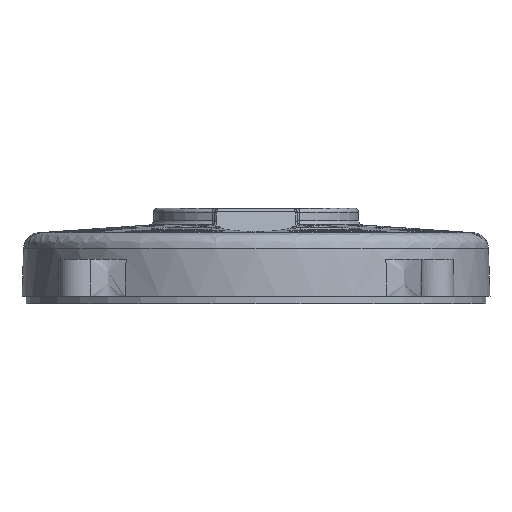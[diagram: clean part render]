
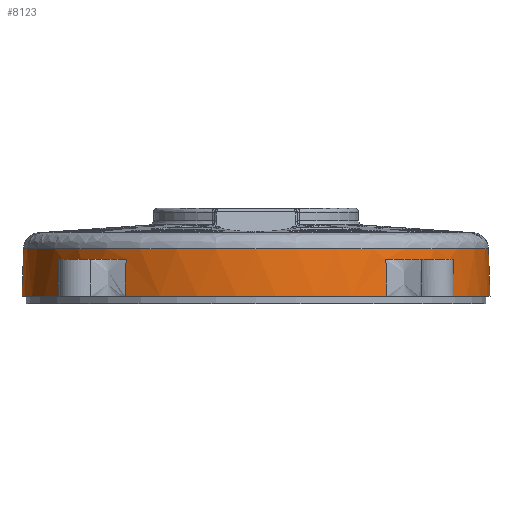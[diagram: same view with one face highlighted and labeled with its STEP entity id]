
A CAD part, front view. The second image highlights one B-rep face of the part: STEP entity #8123.
In plain terms, the highlighted conical face has half-angle 1.878 degrees and reference radius 114 mm.
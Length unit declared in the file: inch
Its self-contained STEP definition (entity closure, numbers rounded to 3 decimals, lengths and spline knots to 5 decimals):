
#65 = VERTEX_POINT ( 'NONE', #5570 ) ;
#400 = AXIS2_PLACEMENT_3D ( 'NONE', #19196, #4480, #26664 ) ;
#695 = DIRECTION ( 'NONE',  ( -1., 0., 0. ) ) ;
#724 = EDGE_CURVE ( 'NONE', #65, #22529, #27914, .T. ) ;
#751 = CARTESIAN_POINT ( 'NONE',  ( 2.50453, -3.71509, -0.90217 ) ) ;
#899 = VERTEX_POINT ( 'NONE', #6950 ) ;
#1591 = CARTESIAN_POINT ( 'NONE',  ( -3.71013, -2.49802, -0.66595 ) ) ;
#2535 = DIRECTION ( 'NONE',  ( 0., 0., -1. ) ) ;
#2588 = EDGE_CURVE ( 'NONE', #899, #5488, #4296, .T. ) ;
#3111 = CARTESIAN_POINT ( 'NONE',  ( 2.5111, -3.71998, -1.1378 ) ) ;
#3122 = EDGE_CURVE ( 'NONE', #23643, #27268, #27569, .T. ) ;
#3271 = AXIS2_PLACEMENT_3D ( 'NONE', #9438, #22044, #21944 ) ;
#3305 = EDGE_CURVE ( 'NONE', #5488, #32116, #10404, .T. ) ;
#3371 = DIRECTION ( 'NONE',  ( 0., 0., 1. ) ) ;
#3603 = CARTESIAN_POINT ( 'NONE',  ( 3.7051, -2.49158, -0.42913 ) ) ;
#4294 = VERTEX_POINT ( 'NONE', #26107 ) ;
#4296 = CIRCLE ( 'NONE', #18531, 4.48819 ) ;
#4375 = CARTESIAN_POINT ( 'NONE',  ( -3.7051, -2.49158, -0.42913 ) ) ;
#4480 = DIRECTION ( 'NONE',  ( 0., 0., 1. ) ) ;
#4745 = EDGE_CURVE ( 'NONE', #11700, #23643, #25527, .T. ) ;
#5488 = VERTEX_POINT ( 'NONE', #22010 ) ;
#5570 = CARTESIAN_POINT ( 'NONE',  ( 4.45813, 0., -0.22127 ) ) ;
#5592 = CARTESIAN_POINT ( 'NONE',  ( 2.49158, -3.7051, -0.42913 ) ) ;
#6664 = CARTESIAN_POINT ( 'NONE',  ( -3.71998, -2.5111, -1.1378 ) ) ;
#6950 = CARTESIAN_POINT ( 'NONE',  ( -4.48819, 0., -1.1378 ) ) ;
#7273 = CARTESIAN_POINT ( 'NONE',  ( -4.45813, 0., -0.22127 ) ) ;
#7883 = CARTESIAN_POINT ( 'NONE',  ( 2.49802, -3.71013, -0.66595 ) ) ;
#7965 = EDGE_CURVE ( 'NONE', #32116, #4294, #29737, .T. ) ;
#8123 = ADVANCED_FACE ( 'NONE', ( #30129 ), #16938, .T. ) ;
#9438 = CARTESIAN_POINT ( 'NONE',  ( 0., 0., -1.1378 ) ) ;
#9662 = ORIENTED_EDGE ( 'NONE', *, *, #2588, .T. ) ;
#10110 = EDGE_CURVE ( 'NONE', #4294, #11700, #30257, .T. ) ;
#10404 = B_SPLINE_CURVE_WITH_KNOTS ( 'NONE', 3,
 ( #6664, #14278, #1591, #4375 ),
 .UNSPECIFIED., .F., .F.,
 ( 4, 4 ),
 ( 0., 1. ),
 .UNSPECIFIED. ) ;
#10462 = CARTESIAN_POINT ( 'NONE',  ( 0., 0., -0.22127 ) ) ;
#10774 = CARTESIAN_POINT ( 'NONE',  ( 0., 0., -0.42913 ) ) ;
#10979 = CARTESIAN_POINT ( 'NONE',  ( -2.49802, -3.71013, -0.66595 ) ) ;
#10997 = CARTESIAN_POINT ( 'NONE',  ( 0., 0., -1.1378 ) ) ;
#11219 = DIRECTION ( 'NONE',  ( 0., 0., 1. ) ) ;
#11646 = DIRECTION ( 'NONE',  ( -1., 0., 0. ) ) ;
#11700 = VERTEX_POINT ( 'NONE', #18291 ) ;
#12644 = CARTESIAN_POINT ( 'NONE',  ( -3.7051, -2.49158, -0.42913 ) ) ;
#12808 = CIRCLE ( 'NONE', #3271, 4.48819 ) ;
#12846 = DIRECTION ( 'NONE',  ( 0., 0., -1. ) ) ;
#13049 = AXIS2_PLACEMENT_3D ( 'NONE', #10774, #3371, #695 ) ;
#13375 = CARTESIAN_POINT ( 'NONE',  ( 3.71998, -2.5111, -1.1378 ) ) ;
#13455 = CARTESIAN_POINT ( 'NONE',  ( -2.50453, -3.71509, -0.90217 ) ) ;
#14006 = ORIENTED_EDGE ( 'NONE', *, *, #21575, .F. ) ;
#14026 = CARTESIAN_POINT ( 'NONE',  ( 0., 0., -1.1378 ) ) ;
#14278 = CARTESIAN_POINT ( 'NONE',  ( -3.71509, -2.50453, -0.90217 ) ) ;
#14467 = B_SPLINE_CURVE_WITH_KNOTS ( 'NONE', 3,
 ( #3603, #23290, #20580, #13375 ),
 .UNSPECIFIED., .F., .F.,
 ( 4, 4 ),
 ( 0., 1. ),
 .UNSPECIFIED. ) ;
#15247 = CARTESIAN_POINT ( 'NONE',  ( 0., 0., -1.1378 ) ) ;
#15307 = ORIENTED_EDGE ( 'NONE', *, *, #17971, .T. ) ;
#15583 = ORIENTED_EDGE ( 'NONE', *, *, #7965, .T. ) ;
#15905 = ORIENTED_EDGE ( 'NONE', *, *, #30030, .T. ) ;
#16686 = ORIENTED_EDGE ( 'NONE', *, *, #724, .T. ) ;
#16938 = CONICAL_SURFACE ( 'NONE', #28588, 4.48819, 0.033 ) ;
#17565 = CARTESIAN_POINT ( 'NONE',  ( 3.71998, -2.5111, -1.1378 ) ) ;
#17971 = EDGE_CURVE ( 'NONE', #24831, #28847, #12808, .T. ) ;
#18291 = CARTESIAN_POINT ( 'NONE',  ( -2.5111, -3.71998, -1.1378 ) ) ;
#18531 = AXIS2_PLACEMENT_3D ( 'NONE', #14026, #26824, #11646 ) ;
#19132 = ORIENTED_EDGE ( 'NONE', *, *, #4745, .T. ) ;
#19196 = CARTESIAN_POINT ( 'NONE',  ( 0., 0., -0.42913 ) ) ;
#19251 = LINE ( 'NONE', #30792, #21178 ) ;
#19929 = DIRECTION ( 'NONE',  ( -1., 0., 0. ) ) ;
#20580 = CARTESIAN_POINT ( 'NONE',  ( 3.71509, -2.50453, -0.90217 ) ) ;
#20786 = EDGE_CURVE ( 'NONE', #31474, #24831, #14467, .T. ) ;
#21178 = VECTOR ( 'NONE', #23700, 39.37008 ) ;
#21512 = CARTESIAN_POINT ( 'NONE',  ( 3.7051, -2.49158, -0.42913 ) ) ;
#21575 = EDGE_CURVE ( 'NONE', #65, #28847, #23925, .T. ) ;
#21944 = DIRECTION ( 'NONE',  ( -1., 0., 0. ) ) ;
#22010 = CARTESIAN_POINT ( 'NONE',  ( -3.71998, -2.5111, -1.1378 ) ) ;
#22044 = DIRECTION ( 'NONE',  ( 0., 0., 1. ) ) ;
#22529 = VERTEX_POINT ( 'NONE', #7273 ) ;
#23018 = ORIENTED_EDGE ( 'NONE', *, *, #20786, .T. ) ;
#23290 = CARTESIAN_POINT ( 'NONE',  ( 3.71013, -2.49802, -0.66595 ) ) ;
#23379 = DIRECTION ( 'NONE',  ( -1., 0., 0. ) ) ;
#23643 = VERTEX_POINT ( 'NONE', #27418 ) ;
#23700 = DIRECTION ( 'NONE',  ( -0.033, 0., -0.999 ) ) ;
#23925 = LINE ( 'NONE', #28006, #28963 ) ;
#24209 = AXIS2_PLACEMENT_3D ( 'NONE', #10462, #12846, #19929 ) ;
#24632 = ORIENTED_EDGE ( 'NONE', *, *, #31390, .T. ) ;
#24829 = DIRECTION ( 'NONE',  ( -1., 0., 0. ) ) ;
#24831 = VERTEX_POINT ( 'NONE', #17565 ) ;
#25295 = CARTESIAN_POINT ( 'NONE',  ( 2.49158, -3.7051, -0.42913 ) ) ;
#25341 = ORIENTED_EDGE ( 'NONE', *, *, #10110, .T. ) ;
#25527 = CIRCLE ( 'NONE', #28103, 4.48819 ) ;
#25759 = CARTESIAN_POINT ( 'NONE',  ( -2.49158, -3.7051, -0.42913 ) ) ;
#26107 = CARTESIAN_POINT ( 'NONE',  ( -2.49158, -3.7051, -0.42913 ) ) ;
#26664 = DIRECTION ( 'NONE',  ( -1., 0., 0. ) ) ;
#26824 = DIRECTION ( 'NONE',  ( 0., 0., 1. ) ) ;
#27268 = VERTEX_POINT ( 'NONE', #25295 ) ;
#27418 = CARTESIAN_POINT ( 'NONE',  ( 2.5111, -3.71998, -1.1378 ) ) ;
#27569 = B_SPLINE_CURVE_WITH_KNOTS ( 'NONE', 3,
 ( #3111, #751, #7883, #5592 ),
 .UNSPECIFIED., .F., .F.,
 ( 4, 4 ),
 ( 0., 1. ),
 .UNSPECIFIED. ) ;
#27914 = CIRCLE ( 'NONE', #24209, 4.45813 ) ;
#28006 = CARTESIAN_POINT ( 'NONE',  ( 4.48819, 0., -1.1378 ) ) ;
#28103 = AXIS2_PLACEMENT_3D ( 'NONE', #10997, #11219, #23379 ) ;
#28130 = EDGE_LOOP ( 'NONE', ( #14006, #16686, #24632, #9662, #30029, #15583, #25341, #19132, #28577, #15905, #23018, #15307 ) ) ;
#28577 = ORIENTED_EDGE ( 'NONE', *, *, #3122, .T. ) ;
#28588 = AXIS2_PLACEMENT_3D ( 'NONE', #15247, #2535, #24829 ) ;
#28847 = VERTEX_POINT ( 'NONE', #31888 ) ;
#28963 = VECTOR ( 'NONE', #30329, 39.37008 ) ;
#29737 = CIRCLE ( 'NONE', #400, 4.46495 ) ;
#30029 = ORIENTED_EDGE ( 'NONE', *, *, #3305, .T. ) ;
#30030 = EDGE_CURVE ( 'NONE', #27268, #31474, #30586, .T. ) ;
#30129 = FACE_OUTER_BOUND ( 'NONE', #28130, .T. ) ;
#30257 = B_SPLINE_CURVE_WITH_KNOTS ( 'NONE', 3,
 ( #25759, #10979, #13455, #30775 ),
 .UNSPECIFIED., .F., .F.,
 ( 4, 4 ),
 ( 0., 1. ),
 .UNSPECIFIED. ) ;
#30329 = DIRECTION ( 'NONE',  ( 0.033, 0., -0.999 ) ) ;
#30586 = CIRCLE ( 'NONE', #13049, 4.46495 ) ;
#30775 = CARTESIAN_POINT ( 'NONE',  ( -2.5111, -3.71998, -1.1378 ) ) ;
#30792 = CARTESIAN_POINT ( 'NONE',  ( -4.48819, 0., -1.1378 ) ) ;
#31390 = EDGE_CURVE ( 'NONE', #22529, #899, #19251, .T. ) ;
#31474 = VERTEX_POINT ( 'NONE', #21512 ) ;
#31888 = CARTESIAN_POINT ( 'NONE',  ( 4.48819, 0., -1.1378 ) ) ;
#32116 = VERTEX_POINT ( 'NONE', #12644 ) ;
